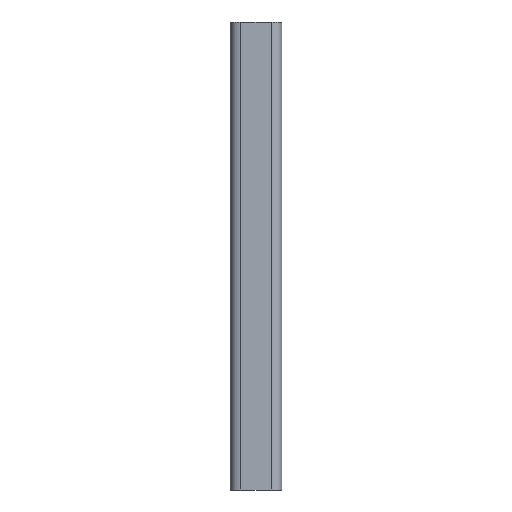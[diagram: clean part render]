
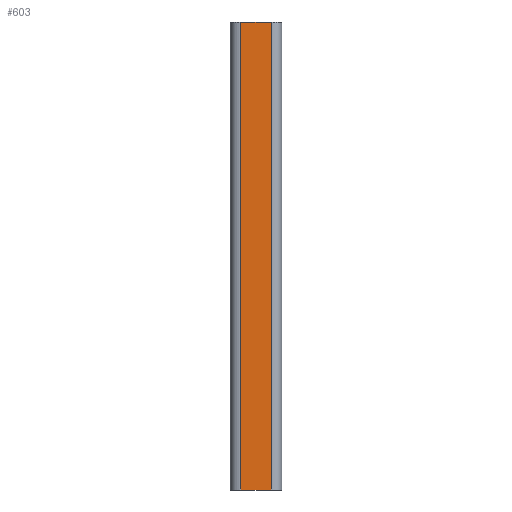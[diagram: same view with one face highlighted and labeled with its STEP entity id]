
A CAD part, left-side view. The second image highlights one B-rep face of the part: STEP entity #603.
In plain terms, the highlighted planar face has unit normal (-1, 0, 0).
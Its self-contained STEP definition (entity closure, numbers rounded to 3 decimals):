
#35=PLANE('',#679);
#68=FACE_OUTER_BOUND('',#108,.T.);
#108=EDGE_LOOP('',(#470,#471,#472,#473));
#177=LINE('',#959,#229);
#187=LINE('',#990,#239);
#189=LINE('',#994,#241);
#190=LINE('',#995,#242);
#229=VECTOR('',#784,10.);
#239=VECTOR('',#820,10.);
#241=VECTOR('',#824,10.);
#242=VECTOR('',#825,10.);
#281=VERTEX_POINT('',#957);
#282=VERTEX_POINT('',#958);
#290=VERTEX_POINT('',#988);
#291=VERTEX_POINT('',#993);
#337=EDGE_CURVE('',#281,#282,#177,.T.);
#353=EDGE_CURVE('',#290,#282,#187,.T.);
#355=EDGE_CURVE('',#290,#291,#189,.T.);
#356=EDGE_CURVE('',#291,#281,#190,.T.);
#470=ORIENTED_EDGE('',*,*,#355,.T.);
#471=ORIENTED_EDGE('',*,*,#356,.T.);
#472=ORIENTED_EDGE('',*,*,#337,.T.);
#473=ORIENTED_EDGE('',*,*,#353,.F.);
#603=ADVANCED_FACE('',(#68),#35,.T.);
#679=AXIS2_PLACEMENT_3D('',#992,#822,#823);
#784=DIRECTION('',(0.,0.,1.));
#820=DIRECTION('',(0.,-1.,0.));
#822=DIRECTION('center_axis',(-1.,0.,0.));
#823=DIRECTION('ref_axis',(0.,0.,1.));
#824=DIRECTION('',(0.,0.,-1.));
#825=DIRECTION('',(0.,-1.,0.));
#957=CARTESIAN_POINT('',(-12.5,-7.5,-227.));
#958=CARTESIAN_POINT('',(-12.5,-7.5,0.));
#959=CARTESIAN_POINT('',(-12.5,-7.5,-113.5));
#988=CARTESIAN_POINT('',(-12.5,7.5,0.));
#990=CARTESIAN_POINT('',(-12.5,13.155,0.));
#992=CARTESIAN_POINT('Origin',(-12.5,5.327,-113.5));
#993=CARTESIAN_POINT('',(-12.5,7.5,-227.));
#994=CARTESIAN_POINT('',(-12.5,7.5,-113.5));
#995=CARTESIAN_POINT('',(-12.5,13.155,-227.));
